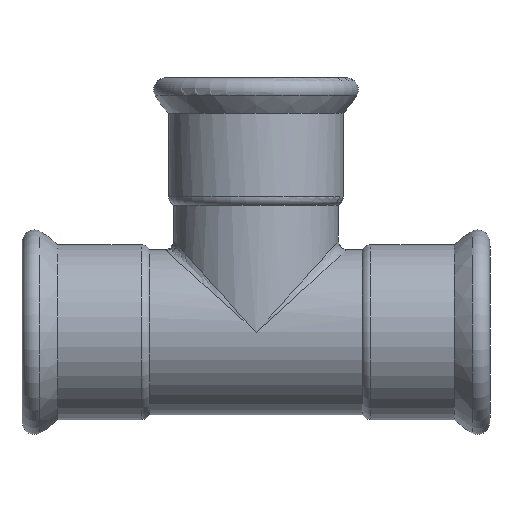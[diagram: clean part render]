
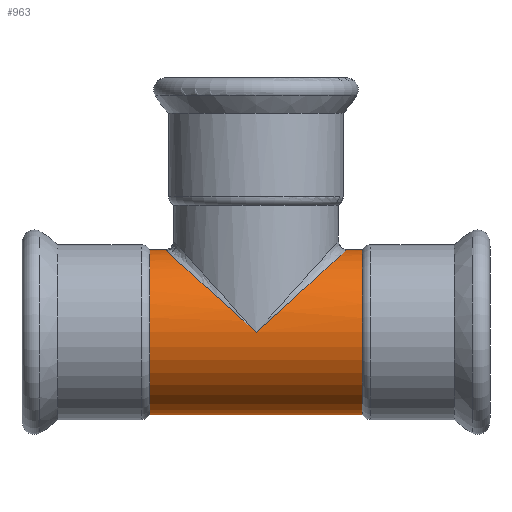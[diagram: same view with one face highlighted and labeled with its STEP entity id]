
A CAD part, front view. The second image highlights one B-rep face of the part: STEP entity #963.
In plain terms, the highlighted cylindrical face has radius 38.05 mm (diameter 76.1 mm), a full revolution.
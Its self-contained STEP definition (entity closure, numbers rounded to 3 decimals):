
#15=ELLIPSE('',#1088,56.71,38.05);
#17=ELLIPSE('',#1090,56.71,38.05);
#47=LINE('',#2407,#71);
#48=LINE('',#2409,#72);
#71=VECTOR('',#1417,38.05);
#72=VECTOR('',#1418,38.05);
#92=CYLINDRICAL_SURFACE('',#1113,38.05);
#142=FACE_OUTER_BOUND('',#186,.T.);
#186=EDGE_LOOP('',(#802,#803,#804,#805,#806,#807,#808,#809,#810,#811,#812,
#813));
#290=CIRCLE('',#1114,38.05);
#291=CIRCLE('',#1115,38.05);
#292=CIRCLE('',#1116,38.05);
#293=CIRCLE('',#1117,38.05);
#294=CIRCLE('',#1118,38.05);
#295=CIRCLE('',#1119,38.05);
#397=VERTEX_POINT('',#2287);
#398=VERTEX_POINT('',#2288);
#412=VERTEX_POINT('',#2402);
#413=VERTEX_POINT('',#2403);
#414=VERTEX_POINT('',#2405);
#415=VERTEX_POINT('',#2408);
#416=VERTEX_POINT('',#2410);
#417=VERTEX_POINT('',#2412);
#533=EDGE_CURVE('',#397,#398,#15,.T.);
#535=EDGE_CURVE('',#398,#397,#17,.T.);
#556=EDGE_CURVE('',#412,#413,#290,.T.);
#557=EDGE_CURVE('',#413,#414,#291,.T.);
#558=EDGE_CURVE('',#414,#398,#47,.T.);
#559=EDGE_CURVE('',#398,#415,#48,.T.);
#560=EDGE_CURVE('',#416,#415,#292,.T.);
#561=EDGE_CURVE('',#417,#416,#293,.T.);
#562=EDGE_CURVE('',#415,#417,#294,.T.);
#563=EDGE_CURVE('',#414,#412,#295,.T.);
#802=ORIENTED_EDGE('',*,*,#556,.T.);
#803=ORIENTED_EDGE('',*,*,#557,.T.);
#804=ORIENTED_EDGE('',*,*,#558,.T.);
#805=ORIENTED_EDGE('',*,*,#533,.F.);
#806=ORIENTED_EDGE('',*,*,#535,.F.);
#807=ORIENTED_EDGE('',*,*,#559,.T.);
#808=ORIENTED_EDGE('',*,*,#560,.F.);
#809=ORIENTED_EDGE('',*,*,#561,.F.);
#810=ORIENTED_EDGE('',*,*,#562,.F.);
#811=ORIENTED_EDGE('',*,*,#559,.F.);
#812=ORIENTED_EDGE('',*,*,#558,.F.);
#813=ORIENTED_EDGE('',*,*,#563,.T.);
#963=ADVANCED_FACE('',(#142),#92,.T.);
#1088=AXIS2_PLACEMENT_3D('',#2289,#1357,#1358);
#1090=AXIS2_PLACEMENT_3D('',#2361,#1361,#1362);
#1113=AXIS2_PLACEMENT_3D('',#2401,#1411,#1412);
#1114=AXIS2_PLACEMENT_3D('',#2404,#1413,#1414);
#1115=AXIS2_PLACEMENT_3D('',#2406,#1415,#1416);
#1116=AXIS2_PLACEMENT_3D('',#2411,#1419,#1420);
#1117=AXIS2_PLACEMENT_3D('',#2413,#1421,#1422);
#1118=AXIS2_PLACEMENT_3D('',#2414,#1423,#1424);
#1119=AXIS2_PLACEMENT_3D('',#2415,#1425,#1426);
#1357=DIRECTION('center_axis',(0.671,0.,0.741));
#1358=DIRECTION('ref_axis',(-0.741,0.,0.671));
#1361=DIRECTION('center_axis',(-0.671,0.,0.741));
#1362=DIRECTION('ref_axis',(0.741,0.,0.671));
#1411=DIRECTION('center_axis',(1.,0.,0.));
#1412=DIRECTION('ref_axis',(0.,1.,0.));
#1413=DIRECTION('center_axis',(1.,0.,0.));
#1414=DIRECTION('ref_axis',(0.,1.,0.));
#1415=DIRECTION('center_axis',(1.,0.,0.));
#1416=DIRECTION('ref_axis',(0.,1.,0.));
#1417=DIRECTION('',(1.,0.,0.));
#1418=DIRECTION('',(1.,0.,0.));
#1419=DIRECTION('center_axis',(1.,0.,0.));
#1420=DIRECTION('ref_axis',(0.,1.,0.));
#1421=DIRECTION('center_axis',(1.,0.,0.));
#1422=DIRECTION('ref_axis',(0.,1.,0.));
#1423=DIRECTION('center_axis',(1.,0.,0.));
#1424=DIRECTION('ref_axis',(0.,1.,0.));
#1425=DIRECTION('center_axis',(1.,0.,0.));
#1426=DIRECTION('ref_axis',(0.,1.,0.));
#2287=CARTESIAN_POINT('',(-108.,38.05,0.));
#2288=CARTESIAN_POINT('',(-108.,-38.05,0.));
#2289=CARTESIAN_POINT('Origin',(-108.,0.,0.));
#2361=CARTESIAN_POINT('Origin',(-108.,0.,0.));
#2401=CARTESIAN_POINT('Origin',(-149.287,0.,
0.));
#2402=CARTESIAN_POINT('',(-157.074,38.05,0.));
#2403=CARTESIAN_POINT('',(-157.074,0.,38.05));
#2404=CARTESIAN_POINT('Origin',(-157.074,0.,
0.));
#2405=CARTESIAN_POINT('',(-157.074,-38.05,0.));
#2406=CARTESIAN_POINT('Origin',(-157.074,0.,
0.));
#2407=CARTESIAN_POINT('',(-149.287,-38.05,0.));
#2408=CARTESIAN_POINT('',(-58.926,-38.05,0.));
#2409=CARTESIAN_POINT('',(-149.287,-38.05,0.));
#2410=CARTESIAN_POINT('',(-58.926,0.,38.05));
#2411=CARTESIAN_POINT('Origin',(-58.926,0.,
0.));
#2412=CARTESIAN_POINT('',(-58.926,38.05,0.));
#2413=CARTESIAN_POINT('Origin',(-58.926,0.,
0.));
#2414=CARTESIAN_POINT('Origin',(-58.926,0.,
0.));
#2415=CARTESIAN_POINT('Origin',(-157.074,0.,
0.));
